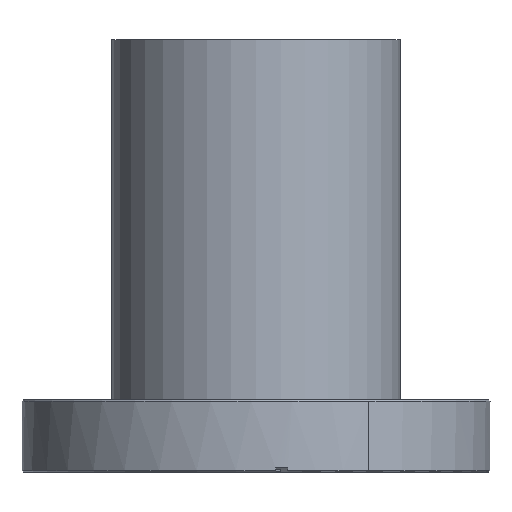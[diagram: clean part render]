
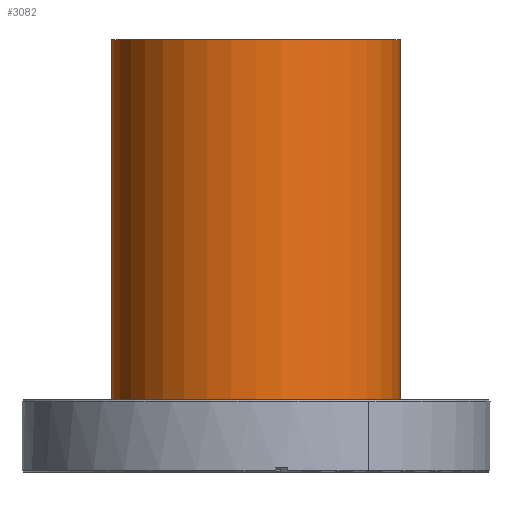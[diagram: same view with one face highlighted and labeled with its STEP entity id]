
A CAD part, front view. The second image highlights one B-rep face of the part: STEP entity #3082.
In plain terms, the highlighted cylindrical face has radius 35 mm (diameter 70 mm), a partial arc.
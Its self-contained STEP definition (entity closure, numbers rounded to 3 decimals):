
#29 = VECTOR ( 'NONE', #3147, 1000. ) ;
#48 = VERTEX_POINT ( 'NONE', #346 ) ;
#164 = DIRECTION ( 'NONE',  ( 0., 0., 1. ) ) ;
#201 = EDGE_CURVE ( 'NONE', #48, #2068, #1442, .T. ) ;
#293 = AXIS2_PLACEMENT_3D ( 'NONE', #2793, #2048, #561 ) ;
#301 = EDGE_CURVE ( 'NONE', #3085, #2068, #1940, .T. ) ;
#332 = EDGE_CURVE ( 'NONE', #1037, #48, #2522, .T. ) ;
#346 = CARTESIAN_POINT ( 'NONE',  ( -35., 0., 0. ) ) ;
#434 = CYLINDRICAL_SURFACE ( 'NONE', #293, 35. ) ;
#453 = AXIS2_PLACEMENT_3D ( 'NONE', #2878, #1408, #3112 ) ;
#517 = EDGE_CURVE ( 'NONE', #1037, #3085, #1409, .T. ) ;
#545 = VECTOR ( 'NONE', #164, 1000. ) ;
#561 = DIRECTION ( 'NONE',  ( 1., 0., 0. ) ) ;
#734 = EDGE_LOOP ( 'NONE', ( #776, #2034, #1262, #3062 ) ) ;
#776 = ORIENTED_EDGE ( 'NONE', *, *, #332, .F. ) ;
#1002 = DIRECTION ( 'NONE',  ( 0., 0., 1. ) ) ;
#1037 = VERTEX_POINT ( 'NONE', #2554 ) ;
#1262 = ORIENTED_EDGE ( 'NONE', *, *, #301, .T. ) ;
#1408 = DIRECTION ( 'NONE',  ( 0., 0., 1. ) ) ;
#1409 = CIRCLE ( 'NONE', #1885, 35. ) ;
#1442 = CIRCLE ( 'NONE', #453, 35. ) ;
#1856 = FACE_OUTER_BOUND ( 'NONE', #734, .T. ) ;
#1885 = AXIS2_PLACEMENT_3D ( 'NONE', #2499, #1002, #2741 ) ;
#1928 = CARTESIAN_POINT ( 'NONE',  ( -35., 0., -95.3 ) ) ;
#1940 = LINE ( 'NONE', #2908, #29 ) ;
#1967 = CARTESIAN_POINT ( 'NONE',  ( 35., 0., 0. ) ) ;
#2034 = ORIENTED_EDGE ( 'NONE', *, *, #517, .T. ) ;
#2048 = DIRECTION ( 'NONE',  ( 0., 0., 1. ) ) ;
#2068 = VERTEX_POINT ( 'NONE', #1967 ) ;
#2499 = CARTESIAN_POINT ( 'NONE',  ( 0., 0., -95.3 ) ) ;
#2522 = LINE ( 'NONE', #1928, #545 ) ;
#2554 = CARTESIAN_POINT ( 'NONE',  ( -35., 0., -95.3 ) ) ;
#2741 = DIRECTION ( 'NONE',  ( 1., 0., 0. ) ) ;
#2793 = CARTESIAN_POINT ( 'NONE',  ( 0., 0., -95.3 ) ) ;
#2878 = CARTESIAN_POINT ( 'NONE',  ( 0., 0., 0. ) ) ;
#2908 = CARTESIAN_POINT ( 'NONE',  ( 35., 0., -95.3 ) ) ;
#3038 = CARTESIAN_POINT ( 'NONE',  ( 35., 0., -95.3 ) ) ;
#3062 = ORIENTED_EDGE ( 'NONE', *, *, #201, .F. ) ;
#3082 = ADVANCED_FACE ( 'NONE', ( #1856 ), #434, .T. ) ;
#3085 = VERTEX_POINT ( 'NONE', #3038 ) ;
#3112 = DIRECTION ( 'NONE',  ( 1., 0., 0. ) ) ;
#3147 = DIRECTION ( 'NONE',  ( 0., 0., 1. ) ) ;
